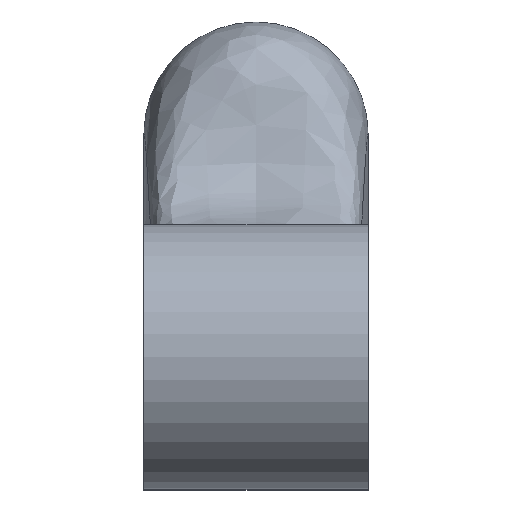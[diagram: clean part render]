
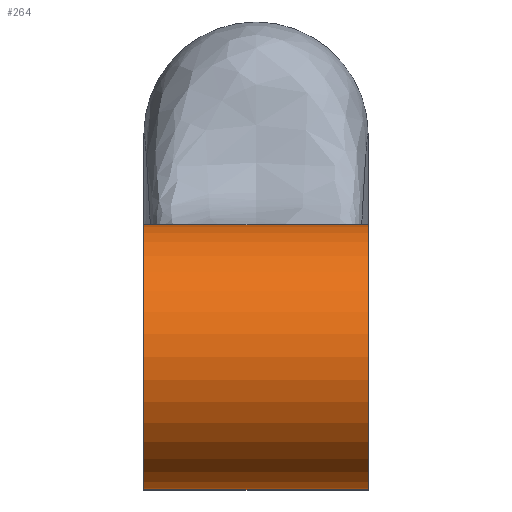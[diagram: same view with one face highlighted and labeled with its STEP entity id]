
A CAD part, top view. The second image highlights one B-rep face of the part: STEP entity #264.
In plain terms, the highlighted cylindrical face has radius 32.5 mm (diameter 65 mm), a partial arc.
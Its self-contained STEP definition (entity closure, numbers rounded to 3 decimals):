
#15=CYLINDRICAL_SURFACE('',#305,32.5);
#39=FACE_OUTER_BOUND('',#53,.T.);
#53=EDGE_LOOP('',(#235,#236,#237,#238));
#71=LINE('',#1135,#89);
#72=LINE('',#1139,#90);
#89=VECTOR('',#362,10.);
#90=VECTOR('',#367,10.);
#106=CIRCLE('',#303,32.5);
#107=CIRCLE('',#306,32.5);
#130=VERTEX_POINT('',#1127);
#131=VERTEX_POINT('',#1129);
#132=VERTEX_POINT('',#1133);
#133=VERTEX_POINT('',#1137);
#165=EDGE_CURVE('',#130,#131,#106,.T.);
#168=EDGE_CURVE('',#130,#132,#71,.T.);
#169=EDGE_CURVE('',#133,#132,#107,.T.);
#170=EDGE_CURVE('',#131,#133,#72,.T.);
#235=ORIENTED_EDGE('',*,*,#168,.T.);
#236=ORIENTED_EDGE('',*,*,#169,.F.);
#237=ORIENTED_EDGE('',*,*,#170,.F.);
#238=ORIENTED_EDGE('',*,*,#165,.F.);
#264=ADVANCED_FACE('',(#39),#15,.T.);
#303=AXIS2_PLACEMENT_3D('',#1130,#356,#357);
#305=AXIS2_PLACEMENT_3D('',#1136,#363,#364);
#306=AXIS2_PLACEMENT_3D('',#1138,#365,#366);
#356=DIRECTION('center_axis',(-1.,0.,0.));
#357=DIRECTION('ref_axis',(0.,1.,0.));
#362=DIRECTION('',(1.,0.,0.));
#363=DIRECTION('center_axis',(1.,0.,0.));
#364=DIRECTION('ref_axis',(0.,1.,0.));
#365=DIRECTION('center_axis',(1.,0.,0.));
#366=DIRECTION('ref_axis',(0.,1.,0.));
#367=DIRECTION('',(1.,0.,0.));
#1127=CARTESIAN_POINT('',(-27.5,-32.5,0.));
#1129=CARTESIAN_POINT('',(-27.5,32.5,0.));
#1130=CARTESIAN_POINT('Origin',(-27.5,0.,0.));
#1133=CARTESIAN_POINT('',(27.5,-32.5,0.));
#1135=CARTESIAN_POINT('',(0.,-32.5,0.));
#1136=CARTESIAN_POINT('Origin',(0.,0.,0.));
#1137=CARTESIAN_POINT('',(27.5,32.5,0.));
#1138=CARTESIAN_POINT('Origin',(27.5,0.,0.));
#1139=CARTESIAN_POINT('',(0.,32.5,0.));
